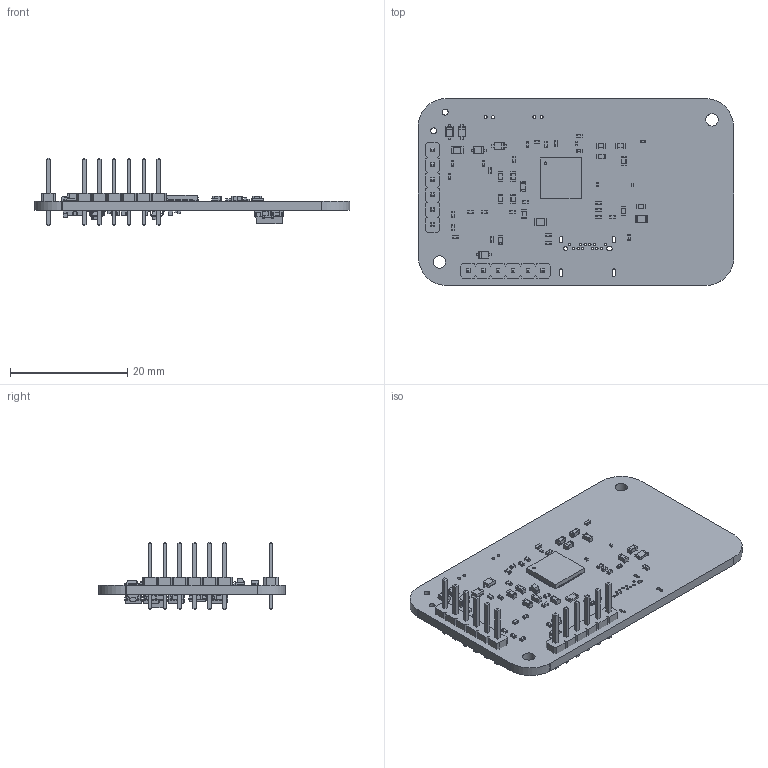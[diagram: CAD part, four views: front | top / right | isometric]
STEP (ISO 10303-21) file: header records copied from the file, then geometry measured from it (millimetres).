
FILE_DESCRIPTION(('KiCad electronic assembly'),'2;1');
FILE_NAME('OuterBoard_rev3.1.step','2025-02-18T00:52:34',('Pcbnew'),( 'Kicad'),'Open CASCADE STEP processor 7.8','KiCad to STEP converter' ,'Unknown');
FILE_SCHEMA(('AUTOMOTIVE_DESIGN { 1 0 10303 214 1 1 1 1 }'));
Length unit declared in the file: millimetre
Products named in the file (32): OuterBoard_rev3.1 1; C_0603_1608Metric; 6130XX11121_61300611121; 6130xx11121; C_0201_0603Metric; C_0402_1005Metric; R_0402_1005Metric; LED_0603_1608Metric; D_SOD-323F; D_SOD_323F; R_0805_2012Metric; L_0201_0603Metric; C_0805_2012Metric; QFN-56-1EP_7x7mm_P0.4mm_EP3.2x3.2mm; QFN_56_1EP_7x7mm_P04mm_EP32x32mm; SOT-23-5; SOT_23_5; D_SMA; L_0402_1005Metric; SOT-23; SOT_23; OuterBoard_rev3.1_PCB
Assembly tree (107 placements, depth 3):
  OuterBoard_rev3.1 1
    C_0603_1608Metric  x31
      C_0603_1608Metric
    6130XX11121_61300611121  x2
      6130xx11121
    C_0201_0603Metric  x2
      C_0201_0603Metric
    C_0402_1005Metric  x10
      C_0402_1005Metric
    R_0402_1005Metric  x22
      R_0402_1005Metric
    LED_0603_1608Metric  x3
      LED_0603_1608Metric
    D_SOD-323F  x8
      D_SOD_323F
    R_0805_2012Metric  x2
      R_0805_2012Metric
    L_0201_0603Metric
      L_0201_0603Metric
    C_0805_2012Metric  x2
      C_0805_2012Metric
    QFN-56-1EP_7x7mm_P0.4mm_EP3.2x3.2mm
      QFN_56_1EP_7x7mm_P04mm_EP32x32mm
    SOT-23-5  x4
      SOT_23_5
    D_SMA
      D_SMA
    L_0402_1005Metric
      L_0402_1005Metric
    SOT-23
      SOT_23
    OuterBoard_rev3.1_PCB
Bounding box: 53.77 x 31.83 x 11.54 mm (x, y, z)
Volume: 3030.6 mm3; surface area: 5260.3 mm2
Topology: 104 solids, 104 shells, 3624 faces, 9386 edges, 6078 vertices
Faces by surface type: plane 2467, cylinder 924, bspline 233
Full cylindrical faces by diameter (mm): 0.4 x13, 0.5 x4, 0.65 x1, 1 x2, 1.1 x12, 2.1 x2
Entity records: 39332 total; most frequent: CARTESIAN_POINT 6517, ORIENTED_EDGE 5990, DIRECTION 5553, EDGE_CURVE 2995, LINE 2537, VECTOR 2537, VERTEX_POINT 1940, AXIS2_PLACEMENT_3D 1508
